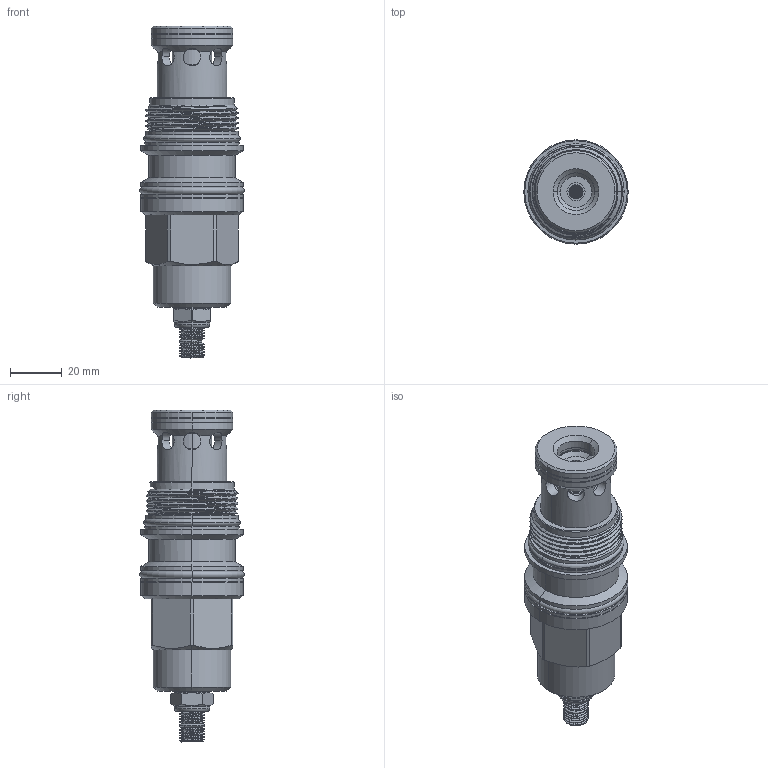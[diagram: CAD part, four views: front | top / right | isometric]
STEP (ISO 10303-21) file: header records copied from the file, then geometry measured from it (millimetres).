
FILE_DESCRIPTION (( 'STEP AP203' ), '1' );
FILE_NAME ('SP17A3G-L.STEP', '2020-03-27T02:36:10', ( '' ), ( '' ), 'SwSTEP 2.0', 'SolidWorks 2018', '' );
FILE_SCHEMA (( 'CONFIG_CONTROL_DESIGN' ));
Length unit declared in the file: millimetre
Products named in the file (1): SP17A3G-L
Bounding box: 40.39 x 40.39 x 128.59 mm (x, y, z)
Volume: 90571.1 mm3; surface area: 22219.2 mm2
Topology: 6 solids, 6 shells, 724 faces, 2038 edges, 1295 vertices
Faces by surface type: cylinder 539, plane 73, cone 63, torus 32, bspline 9, sphere 8
Entity records: 55357 total; most frequent: CARTESIAN_POINT 37611, ORIENTED_EDGE 4072, DIRECTION 2854, EDGE_CURVE 2036, VERTEX_POINT 1295, EDGE_LOOP 1115, AXIS2_PLACEMENT_3D 1096, B_SPLINE_CURVE_WITH_KNOTS 929
